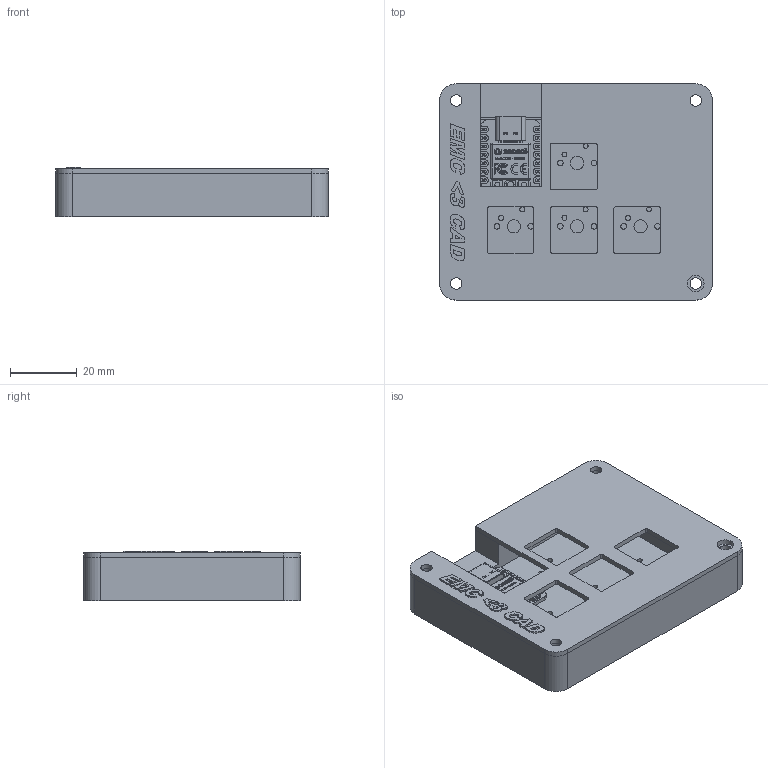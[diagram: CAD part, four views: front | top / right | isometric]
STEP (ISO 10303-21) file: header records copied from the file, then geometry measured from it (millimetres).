
FILE_DESCRIPTION(/* description */ (''),/* implementation_level */ '2;1');
FILE_NAME(/* name */ 'CAD Macroboard Finished.step',/* time_stamp */ '2026-01-19T06:21:54-08:00',/* author */ (''),/* organization */ (''),/* preprocessor_version */ 'ST-DEVELOPER v20.1',/* originating_system */ 'Autodesk Translation Framework v14.21.0.0',/* authorisation */ '');
FILE_SCHEMA (('AUTOMOTIVE_DESIGN { 1 0 10303 214 3 1 1 }'));
Length unit declared in the file: inch
Products named in the file (15): CAD Macroboard Finished; KiCad Schematic 1; KiCad Schematic_PCB; Seeed Studio XIAO RP2040; main; type-c v2; smd_button v3; SK6805-2.4x2.7 v1; Shell; DOUT; DIN; VSS; VDD; smd_button v3(Mirror); Macroboard Case Top
Assembly tree (14 placements, depth 5):
  CAD Macroboard Finished
    KiCad Schematic 1
      KiCad Schematic_PCB
    Seeed Studio XIAO RP2040
      main
        type-c v2
        smd_button v3
        SK6805-2.4x2.7 v1
          Shell
          DOUT
          DIN
          VSS
          VDD
        smd_button v3(Mirror)
    Macroboard Case Top
Bounding box: 82 x 65 x 15.01 mm (x, y, z)
Volume: 49621.8 mm3; surface area: 33525.1 mm2
Topology: 86 solids, 86 shells, 1503 faces, 3862 edges, 2536 vertices
Faces by surface type: plane 955, bspline 265, cylinder 255, torus 12, sphere 10, cone 6
Full cylindrical faces by diameter (mm): 0.4 x1, 0.5 x2, 0.8 x14, 0.889 x14, 1.5 x10, 1.7 x8, 2 x1, 3.4 x7, 4 x4, 5 x1, 6 x4
Entity records: 47869 total; most frequent: CARTESIAN_POINT 11732, ORIENTED_EDGE 7708, DIRECTION 6416, EDGE_CURVE 3854, LINE 2794, VECTOR 2794, VERTEX_POINT 2536, AXIS2_PLACEMENT_3D 1811
